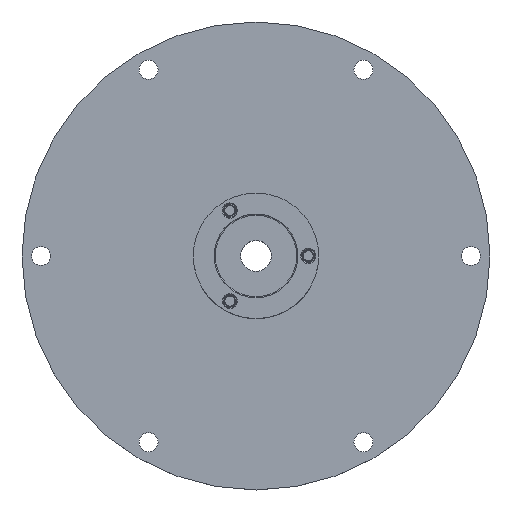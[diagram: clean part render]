
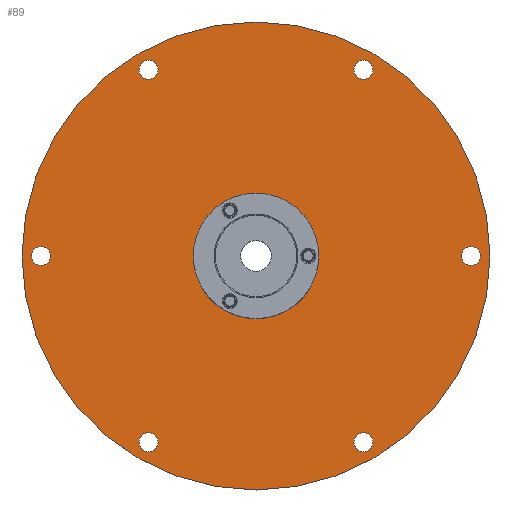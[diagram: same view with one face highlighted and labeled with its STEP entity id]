
A CAD part, top view. The second image highlights one B-rep face of the part: STEP entity #89.
In plain terms, the highlighted planar face has unit normal (0, 0, 1).
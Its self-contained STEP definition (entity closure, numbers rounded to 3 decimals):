
#89=ADVANCED_FACE('',(#231,#232,#233,#234,#235,#236,#237,#165),#709,.T.);
#165=FACE_OUTER_BOUND('',#276,.F.);
#231=FACE_BOUND('',#269,.F.);
#232=FACE_BOUND('',#270,.F.);
#233=FACE_BOUND('',#271,.F.);
#234=FACE_BOUND('',#272,.F.);
#235=FACE_BOUND('',#273,.F.);
#236=FACE_BOUND('',#274,.F.);
#237=FACE_BOUND('',#275,.F.);
#269=EDGE_LOOP('',(#410,#411,#412,#413,#414,#415));
#270=EDGE_LOOP('',(#416,#417));
#271=EDGE_LOOP('',(#418,#419));
#272=EDGE_LOOP('',(#420,#421));
#273=EDGE_LOOP('',(#422,#423));
#274=EDGE_LOOP('',(#424,#425));
#275=EDGE_LOOP('',(#426,#427));
#276=EDGE_LOOP('',(#428,#429));
#410=ORIENTED_EDGE('',*,*,#879,.T.);
#411=ORIENTED_EDGE('',*,*,#883,.T.);
#412=ORIENTED_EDGE('',*,*,#884,.T.);
#413=ORIENTED_EDGE('',*,*,#882,.T.);
#414=ORIENTED_EDGE('',*,*,#877,.T.);
#415=ORIENTED_EDGE('',*,*,#880,.T.);
#416=ORIENTED_EDGE('',*,*,#898,.T.);
#417=ORIENTED_EDGE('',*,*,#897,.T.);
#418=ORIENTED_EDGE('',*,*,#896,.T.);
#419=ORIENTED_EDGE('',*,*,#895,.T.);
#420=ORIENTED_EDGE('',*,*,#894,.T.);
#421=ORIENTED_EDGE('',*,*,#893,.T.);
#422=ORIENTED_EDGE('',*,*,#892,.T.);
#423=ORIENTED_EDGE('',*,*,#891,.T.);
#424=ORIENTED_EDGE('',*,*,#890,.T.);
#425=ORIENTED_EDGE('',*,*,#889,.T.);
#426=ORIENTED_EDGE('',*,*,#888,.T.);
#427=ORIENTED_EDGE('',*,*,#887,.T.);
#428=ORIENTED_EDGE('',*,*,#900,.F.);
#429=ORIENTED_EDGE('',*,*,#899,.F.);
#709=PLANE('',#1398);
#747=LINE('',#2048,#807);
#748=LINE('',#2049,#808);
#807=VECTOR('',#1513,1.293);
#808=VECTOR('',#1514,1.293);
#877=EDGE_CURVE('',#1225,#1226,#1036,.T.);
#879=EDGE_CURVE('',#1227,#1228,#1038,.T.);
#880=EDGE_CURVE('',#1226,#1227,#1039,.T.);
#882=EDGE_CURVE('',#1229,#1225,#747,.T.);
#883=EDGE_CURVE('',#1228,#1231,#748,.T.);
#884=EDGE_CURVE('',#1231,#1229,#1041,.T.);
#887=EDGE_CURVE('',#1222,#1221,#1044,.T.);
#888=EDGE_CURVE('',#1221,#1222,#1045,.T.);
#889=EDGE_CURVE('',#1220,#1219,#1046,.T.);
#890=EDGE_CURVE('',#1219,#1220,#1047,.T.);
#891=EDGE_CURVE('',#1218,#1217,#1048,.T.);
#892=EDGE_CURVE('',#1217,#1218,#1049,.T.);
#893=EDGE_CURVE('',#1216,#1215,#1050,.T.);
#894=EDGE_CURVE('',#1215,#1216,#1051,.T.);
#895=EDGE_CURVE('',#1214,#1213,#1052,.T.);
#896=EDGE_CURVE('',#1213,#1214,#1053,.T.);
#897=EDGE_CURVE('',#1212,#1211,#1054,.T.);
#898=EDGE_CURVE('',#1211,#1212,#1055,.T.);
#899=EDGE_CURVE('',#1210,#1209,#1056,.T.);
#900=EDGE_CURVE('',#1209,#1210,#1057,.T.);
#1036=CIRCLE('',#1286,3.);
#1038=CIRCLE('',#1288,3.);
#1039=CIRCLE('',#1289,12.5);
#1041=CIRCLE('',#1291,16.5);
#1044=CIRCLE('',#1294,2.5);
#1045=CIRCLE('',#1295,2.5);
#1046=CIRCLE('',#1296,2.5);
#1047=CIRCLE('',#1297,2.5);
#1048=CIRCLE('',#1298,2.5);
#1049=CIRCLE('',#1299,2.5);
#1050=CIRCLE('',#1300,2.5);
#1051=CIRCLE('',#1301,2.5);
#1052=CIRCLE('',#1302,2.5);
#1053=CIRCLE('',#1303,2.5);
#1054=CIRCLE('',#1304,2.5);
#1055=CIRCLE('',#1305,2.5);
#1056=CIRCLE('',#1306,61.5);
#1057=CIRCLE('',#1307,61.5);
#1209=VERTEX_POINT('',#1981);
#1210=VERTEX_POINT('',#1982);
#1211=VERTEX_POINT('',#1983);
#1212=VERTEX_POINT('',#1984);
#1213=VERTEX_POINT('',#1985);
#1214=VERTEX_POINT('',#1986);
#1215=VERTEX_POINT('',#1987);
#1216=VERTEX_POINT('',#1988);
#1217=VERTEX_POINT('',#1989);
#1218=VERTEX_POINT('',#1990);
#1219=VERTEX_POINT('',#1991);
#1220=VERTEX_POINT('',#1992);
#1221=VERTEX_POINT('',#1993);
#1222=VERTEX_POINT('',#1994);
#1225=VERTEX_POINT('',#1997);
#1226=VERTEX_POINT('',#1998);
#1227=VERTEX_POINT('',#1999);
#1228=VERTEX_POINT('',#2000);
#1229=VERTEX_POINT('',#2001);
#1231=VERTEX_POINT('',#2003);
#1286=AXIS2_PLACEMENT_3D('',#2043,#1503,#1504);
#1288=AXIS2_PLACEMENT_3D('',#2045,#1507,#1508);
#1289=AXIS2_PLACEMENT_3D('',#2046,#1509,#1510);
#1291=AXIS2_PLACEMENT_3D('',#2050,#1515,#1516);
#1294=AXIS2_PLACEMENT_3D('',#2053,#1521,#1522);
#1295=AXIS2_PLACEMENT_3D('',#2054,#1523,#1524);
#1296=AXIS2_PLACEMENT_3D('',#2055,#1525,#1526);
#1297=AXIS2_PLACEMENT_3D('',#2056,#1527,#1528);
#1298=AXIS2_PLACEMENT_3D('',#2057,#1529,#1530);
#1299=AXIS2_PLACEMENT_3D('',#2058,#1531,#1532);
#1300=AXIS2_PLACEMENT_3D('',#2059,#1533,#1534);
#1301=AXIS2_PLACEMENT_3D('',#2060,#1535,#1536);
#1302=AXIS2_PLACEMENT_3D('',#2061,#1537,#1538);
#1303=AXIS2_PLACEMENT_3D('',#2062,#1539,#1540);
#1304=AXIS2_PLACEMENT_3D('',#2063,#1541,#1542);
#1305=AXIS2_PLACEMENT_3D('',#2064,#1543,#1544);
#1306=AXIS2_PLACEMENT_3D('',#2065,#1545,#1546);
#1307=AXIS2_PLACEMENT_3D('',#2066,#1547,#1548);
#1398=AXIS2_PLACEMENT_3D('',#2219,#1773,#1774);
#1503=DIRECTION('',(0.,0.,1.));
#1504=DIRECTION('',(0.5,-0.866,0.));
#1507=DIRECTION('',(0.,0.,1.));
#1508=DIRECTION('',(-0.946,0.323,0.));
#1509=DIRECTION('',(0.,0.,1.));
#1510=DIRECTION('',(-0.946,-0.323,0.));
#1513=DIRECTION('',(0.866,0.5,0.));
#1514=DIRECTION('',(0.866,-0.5,0.));
#1515=DIRECTION('',(0.,0.,1.));
#1516=DIRECTION('',(0.866,-0.5,0.));
#1521=DIRECTION('',(0.,0.,1.));
#1522=DIRECTION('',(-1.,0.,0.));
#1523=DIRECTION('',(0.,0.,1.));
#1524=DIRECTION('',(1.,0.,0.));
#1525=DIRECTION('',(0.,0.,1.));
#1526=DIRECTION('',(-1.,0.,0.));
#1527=DIRECTION('',(0.,0.,1.));
#1528=DIRECTION('',(1.,0.,0.));
#1529=DIRECTION('',(0.,0.,1.));
#1530=DIRECTION('',(-1.,0.,0.));
#1531=DIRECTION('',(0.,0.,1.));
#1532=DIRECTION('',(1.,0.,0.));
#1533=DIRECTION('',(0.,0.,1.));
#1534=DIRECTION('',(-1.,0.,0.));
#1535=DIRECTION('',(0.,0.,1.));
#1536=DIRECTION('',(1.,0.,0.));
#1537=DIRECTION('',(0.,0.,1.));
#1538=DIRECTION('',(-1.,0.,0.));
#1539=DIRECTION('',(0.,0.,1.));
#1540=DIRECTION('',(1.,0.,0.));
#1541=DIRECTION('',(0.,0.,1.));
#1542=DIRECTION('',(-1.,0.,0.));
#1543=DIRECTION('',(0.,0.,1.));
#1544=DIRECTION('',(1.,0.,0.));
#1545=DIRECTION('',(0.,0.,1.));
#1546=DIRECTION('',(-1.,0.,0.));
#1547=DIRECTION('',(0.,0.,1.));
#1548=DIRECTION('',(1.,0.,0.));
#1773=DIRECTION('',(0.,0.,1.));
#1774=DIRECTION('',(1.,0.,0.));
#1981=CARTESIAN_POINT('',(61.5,0.,8.));
#1982=CARTESIAN_POINT('',(-61.5,0.,8.));
#1983=CARTESIAN_POINT('',(-54.,0.,8.));
#1984=CARTESIAN_POINT('',(-59.,0.,8.));
#1985=CARTESIAN_POINT('',(-25.75,-48.93,8.));
#1986=CARTESIAN_POINT('',(-30.75,-48.93,8.));
#1987=CARTESIAN_POINT('',(30.75,-48.93,8.));
#1988=CARTESIAN_POINT('',(25.75,-48.93,8.));
#1989=CARTESIAN_POINT('',(30.75,48.93,8.));
#1990=CARTESIAN_POINT('',(25.75,48.93,8.));
#1991=CARTESIAN_POINT('',(-25.75,48.93,8.));
#1992=CARTESIAN_POINT('',(-30.75,48.93,8.));
#1993=CARTESIAN_POINT('',(59.,0.,8.));
#1994=CARTESIAN_POINT('',(54.,0.,8.));
#1997=CARTESIAN_POINT('',(-13.17,-7.603,8.));
#1998=CARTESIAN_POINT('',(-11.83,-4.037,8.));
#1999=CARTESIAN_POINT('',(11.83,-4.037,8.));
#2000=CARTESIAN_POINT('',(13.17,-7.603,8.));
#2001=CARTESIAN_POINT('',(-14.289,-8.25,8.));
#2003=CARTESIAN_POINT('',(14.289,-8.25,8.));
#2043=CARTESIAN_POINT('',(-14.67,-5.005,8.));
#2045=CARTESIAN_POINT('',(14.67,-5.005,8.));
#2046=CARTESIAN_POINT('',(0.,0.,8.));
#2048=CARTESIAN_POINT('',(-14.289,-8.25,8.));
#2049=CARTESIAN_POINT('',(13.17,-7.603,8.));
#2050=CARTESIAN_POINT('',(0.,0.,8.));
#2053=CARTESIAN_POINT('',(56.5,0.,8.));
#2054=CARTESIAN_POINT('',(56.5,0.,8.));
#2055=CARTESIAN_POINT('',(-28.25,48.93,8.));
#2056=CARTESIAN_POINT('',(-28.25,48.93,8.));
#2057=CARTESIAN_POINT('',(28.25,48.93,8.));
#2058=CARTESIAN_POINT('',(28.25,48.93,8.));
#2059=CARTESIAN_POINT('',(28.25,-48.93,8.));
#2060=CARTESIAN_POINT('',(28.25,-48.93,8.));
#2061=CARTESIAN_POINT('',(-28.25,-48.93,8.));
#2062=CARTESIAN_POINT('',(-28.25,-48.93,8.));
#2063=CARTESIAN_POINT('',(-56.5,0.,8.));
#2064=CARTESIAN_POINT('',(-56.5,0.,8.));
#2065=CARTESIAN_POINT('',(0.,0.,8.));
#2066=CARTESIAN_POINT('',(0.,0.,8.));
#2219=CARTESIAN_POINT('',(-62.811,-62.731,8.));
